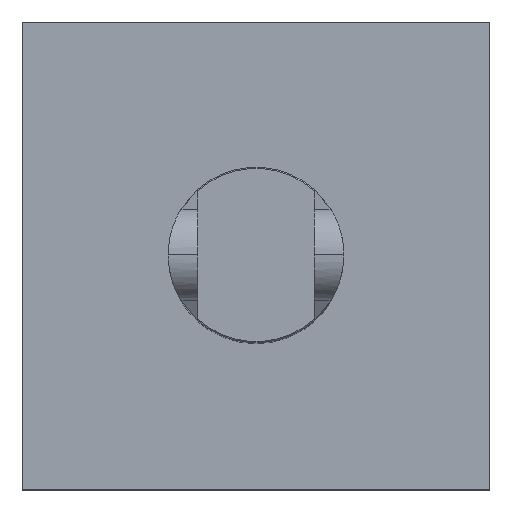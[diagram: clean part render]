
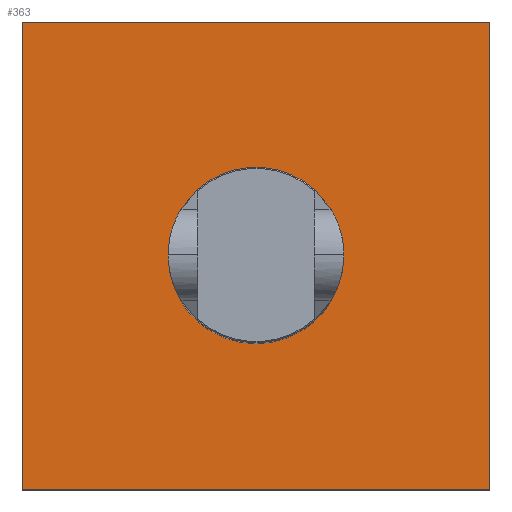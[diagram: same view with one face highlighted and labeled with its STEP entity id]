
A CAD part, top view. The second image highlights one B-rep face of the part: STEP entity #363.
In plain terms, the highlighted planar face has unit normal (0, 0, 1).
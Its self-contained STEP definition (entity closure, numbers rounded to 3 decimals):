
#13 = DIRECTION ( 'NONE',  ( 1., 0., 0. ) ) ;
#15 = CIRCLE ( 'NONE', #589, 7.5 ) ;
#18 = DIRECTION ( 'NONE',  ( 1., 0., 0. ) ) ;
#21 = CARTESIAN_POINT ( 'NONE',  ( 20., 20., 0. ) ) ;
#44 = FACE_BOUND ( 'NONE', #342, .T. ) ;
#65 = ORIENTED_EDGE ( 'NONE', *, *, #922, .F. ) ;
#68 = VERTEX_POINT ( 'NONE', #794 ) ;
#75 = CARTESIAN_POINT ( 'NONE',  ( 0., 0., 0. ) ) ;
#167 = DIRECTION ( 'NONE',  ( 1., 0., 0. ) ) ;
#177 = DIRECTION ( 'NONE',  ( 0., -1., 0. ) ) ;
#196 = VERTEX_POINT ( 'NONE', #458 ) ;
#202 = AXIS2_PLACEMENT_3D ( 'NONE', #595, #1040, #18 ) ;
#257 = CARTESIAN_POINT ( 'NONE',  ( 20., 20., 0. ) ) ;
#334 = CARTESIAN_POINT ( 'NONE',  ( 0., 0., 0. ) ) ;
#335 = CARTESIAN_POINT ( 'NONE',  ( 20., -20., 0. ) ) ;
#340 = DIRECTION ( 'NONE',  ( -1., 0., 0. ) ) ;
#342 = EDGE_LOOP ( 'NONE', ( #1031, #354 ) ) ;
#354 = ORIENTED_EDGE ( 'NONE', *, *, #916, .F. ) ;
#363 = ADVANCED_FACE ( 'NONE', ( #44, #376 ), #710, .T. ) ;
#373 = VECTOR ( 'NONE', #340, 1000. ) ;
#376 = FACE_OUTER_BOUND ( 'NONE', #851, .T. ) ;
#427 = VERTEX_POINT ( 'NONE', #783 ) ;
#430 = EDGE_CURVE ( 'NONE', #661, #775, #602, .T. ) ;
#458 = CARTESIAN_POINT ( 'NONE',  ( -7.5, 0., 0. ) ) ;
#507 = DIRECTION ( 'NONE',  ( 0., 0., 1. ) ) ;
#519 = LINE ( 'NONE', #257, #999 ) ;
#559 = EDGE_CURVE ( 'NONE', #196, #427, #1018, .T. ) ;
#585 = LINE ( 'NONE', #936, #866 ) ;
#589 = AXIS2_PLACEMENT_3D ( 'NONE', #334, #507, #13 ) ;
#595 = CARTESIAN_POINT ( 'NONE',  ( 0., 0., 0. ) ) ;
#602 = LINE ( 'NONE', #770, #665 ) ;
#629 = EDGE_CURVE ( 'NONE', #775, #651, #762, .T. ) ;
#646 = ORIENTED_EDGE ( 'NONE', *, *, #656, .F. ) ;
#651 = VERTEX_POINT ( 'NONE', #1022 ) ;
#656 = EDGE_CURVE ( 'NONE', #68, #661, #519, .T. ) ;
#661 = VERTEX_POINT ( 'NONE', #21 ) ;
#664 = DIRECTION ( 'NONE',  ( 0., 1., 0. ) ) ;
#665 = VECTOR ( 'NONE', #177, 1000. ) ;
#685 = ORIENTED_EDGE ( 'NONE', *, *, #629, .F. ) ;
#710 = PLANE ( 'NONE',  #202 ) ;
#762 = LINE ( 'NONE', #335, #373 ) ;
#770 = CARTESIAN_POINT ( 'NONE',  ( 20., -20., 0. ) ) ;
#775 = VERTEX_POINT ( 'NONE', #792 ) ;
#779 = DIRECTION ( 'NONE',  ( 1., 0., 0. ) ) ;
#783 = CARTESIAN_POINT ( 'NONE',  ( 7.5, 0., 0. ) ) ;
#792 = CARTESIAN_POINT ( 'NONE',  ( 20., -20., 0. ) ) ;
#794 = CARTESIAN_POINT ( 'NONE',  ( -20., 20., 0. ) ) ;
#819 = AXIS2_PLACEMENT_3D ( 'NONE', #75, #1098, #167 ) ;
#851 = EDGE_LOOP ( 'NONE', ( #65, #685, #929, #646 ) ) ;
#866 = VECTOR ( 'NONE', #664, 1000. ) ;
#916 = EDGE_CURVE ( 'NONE', #427, #196, #15, .T. ) ;
#922 = EDGE_CURVE ( 'NONE', #651, #68, #585, .T. ) ;
#929 = ORIENTED_EDGE ( 'NONE', *, *, #430, .F. ) ;
#936 = CARTESIAN_POINT ( 'NONE',  ( -20., -20., 0. ) ) ;
#999 = VECTOR ( 'NONE', #779, 1000. ) ;
#1018 = CIRCLE ( 'NONE', #819, 7.5 ) ;
#1022 = CARTESIAN_POINT ( 'NONE',  ( -20., -20., 0. ) ) ;
#1031 = ORIENTED_EDGE ( 'NONE', *, *, #559, .F. ) ;
#1040 = DIRECTION ( 'NONE',  ( 0., 0., 1. ) ) ;
#1098 = DIRECTION ( 'NONE',  ( 0., 0., 1. ) ) ;
